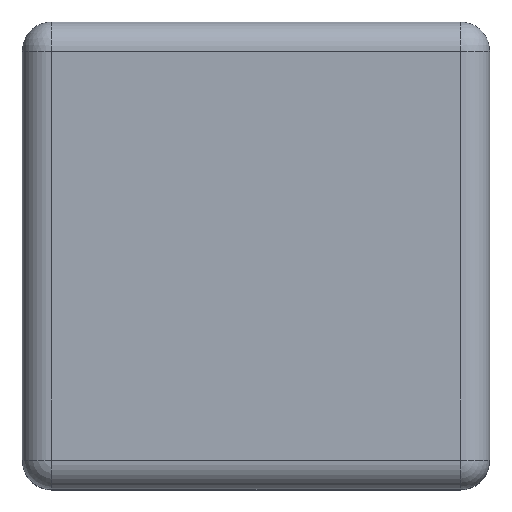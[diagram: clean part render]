
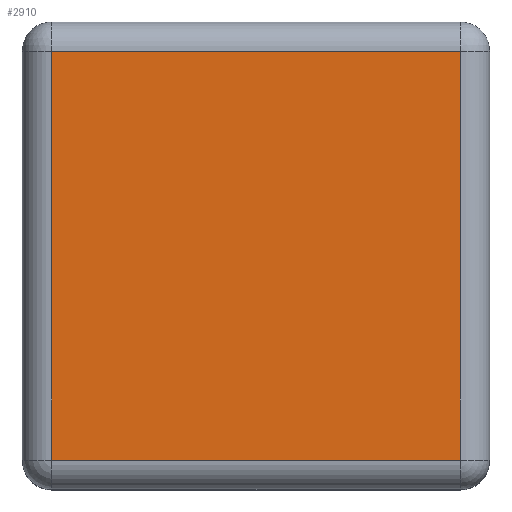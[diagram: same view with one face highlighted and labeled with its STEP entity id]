
A CAD part, top view. The second image highlights one B-rep face of the part: STEP entity #2910.
In plain terms, the highlighted planar face has unit normal (0, 0, 1).
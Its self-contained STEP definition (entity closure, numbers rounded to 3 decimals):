
#326 = CYLINDRICAL_SURFACE('',#327,5.);
#327 = AXIS2_PLACEMENT_3D('',#328,#329,#330);
#328 = CARTESIAN_POINT('',(-23.,1.,126.));
#329 = DIRECTION('',(1.,0.,0.));
#330 = DIRECTION('',(0.,-1.,0.));
#1456 = VERTEX_POINT('',#1457);
#1457 = CARTESIAN_POINT('',(-18.,1.,131.));
#1477 = EDGE_CURVE('',#1456,#1478,#1480,.T.);
#1478 = VERTEX_POINT('',#1479);
#1479 = CARTESIAN_POINT('',(52.,1.,131.));
#1480 = SURFACE_CURVE('',#1481,(#1485,#1492),.PCURVE_S1.);
#1481 = LINE('',#1482,#1483);
#1482 = CARTESIAN_POINT('',(-23.,1.,131.));
#1483 = VECTOR('',#1484,1.);
#1484 = DIRECTION('',(1.,0.,0.));
#1485 = PCURVE('',#326,#1486);
#1486 = DEFINITIONAL_REPRESENTATION('',(#1487),#1491);
#1487 = LINE('',#1488,#1489);
#1488 = CARTESIAN_POINT('',(-1.571,0.));
#1489 = VECTOR('',#1490,1.);
#1490 = DIRECTION('',(-0.,1.));
#1491 = ( GEOMETRIC_REPRESENTATION_CONTEXT(2) 
PARAMETRIC_REPRESENTATION_CONTEXT() REPRESENTATION_CONTEXT('2D SPACE',''
  ) );
#1492 = PCURVE('',#1493,#1498);
#1493 = PLANE('',#1494);
#1494 = AXIS2_PLACEMENT_3D('',#1495,#1496,#1497);
#1495 = CARTESIAN_POINT('',(-23.,-4.,131.));
#1496 = DIRECTION('',(0.,0.,1.));
#1497 = DIRECTION('',(1.,0.,0.));
#1498 = DEFINITIONAL_REPRESENTATION('',(#1499),#1503);
#1499 = LINE('',#1500,#1501);
#1500 = CARTESIAN_POINT('',(0.,5.));
#1501 = VECTOR('',#1502,1.);
#1502 = DIRECTION('',(1.,0.));
#1503 = ( GEOMETRIC_REPRESENTATION_CONTEXT(2) 
PARAMETRIC_REPRESENTATION_CONTEXT() REPRESENTATION_CONTEXT('2D SPACE',''
  ) );
#1893 = CYLINDRICAL_SURFACE('',#1894,5.);
#1894 = AXIS2_PLACEMENT_3D('',#1895,#1896,#1897);
#1895 = CARTESIAN_POINT('',(-18.,-4.,126.));
#1896 = DIRECTION('',(0.,1.,0.));
#1897 = DIRECTION('',(-1.,0.,0.));
#2631 = CYLINDRICAL_SURFACE('',#2632,5.);
#2632 = AXIS2_PLACEMENT_3D('',#2633,#2634,#2635);
#2633 = CARTESIAN_POINT('',(-23.,71.,126.));
#2634 = DIRECTION('',(1.,0.,0.));
#2635 = DIRECTION('',(0.,1.,0.));
#2796 = CYLINDRICAL_SURFACE('',#2797,5.);
#2797 = AXIS2_PLACEMENT_3D('',#2798,#2799,#2800);
#2798 = CARTESIAN_POINT('',(52.,-4.,126.));
#2799 = DIRECTION('',(0.,1.,0.));
#2800 = DIRECTION('',(1.,0.,0.));
#2910 = ADVANCED_FACE('',(#2911),#1493,.T.);
#2911 = FACE_BOUND('',#2912,.T.);
#2912 = EDGE_LOOP('',(#2913,#2936,#2937,#2960));
#2913 = ORIENTED_EDGE('',*,*,#2914,.F.);
#2914 = EDGE_CURVE('',#1456,#2915,#2917,.T.);
#2915 = VERTEX_POINT('',#2916);
#2916 = CARTESIAN_POINT('',(-18.,71.,131.));
#2917 = SURFACE_CURVE('',#2918,(#2922,#2929),.PCURVE_S1.);
#2918 = LINE('',#2919,#2920);
#2919 = CARTESIAN_POINT('',(-18.,-4.,131.));
#2920 = VECTOR('',#2921,1.);
#2921 = DIRECTION('',(0.,1.,0.));
#2922 = PCURVE('',#1493,#2923);
#2923 = DEFINITIONAL_REPRESENTATION('',(#2924),#2928);
#2924 = LINE('',#2925,#2926);
#2925 = CARTESIAN_POINT('',(5.,0.));
#2926 = VECTOR('',#2927,1.);
#2927 = DIRECTION('',(0.,1.));
#2928 = ( GEOMETRIC_REPRESENTATION_CONTEXT(2) 
PARAMETRIC_REPRESENTATION_CONTEXT() REPRESENTATION_CONTEXT('2D SPACE',''
  ) );
#2929 = PCURVE('',#1893,#2930);
#2930 = DEFINITIONAL_REPRESENTATION('',(#2931),#2935);
#2931 = LINE('',#2932,#2933);
#2932 = CARTESIAN_POINT('',(1.571,0.));
#2933 = VECTOR('',#2934,1.);
#2934 = DIRECTION('',(0.,1.));
#2935 = ( GEOMETRIC_REPRESENTATION_CONTEXT(2) 
PARAMETRIC_REPRESENTATION_CONTEXT() REPRESENTATION_CONTEXT('2D SPACE',''
  ) );
#2936 = ORIENTED_EDGE('',*,*,#1477,.T.);
#2937 = ORIENTED_EDGE('',*,*,#2938,.T.);
#2938 = EDGE_CURVE('',#1478,#2939,#2941,.T.);
#2939 = VERTEX_POINT('',#2940);
#2940 = CARTESIAN_POINT('',(52.,71.,131.));
#2941 = SURFACE_CURVE('',#2942,(#2946,#2953),.PCURVE_S1.);
#2942 = LINE('',#2943,#2944);
#2943 = CARTESIAN_POINT('',(52.,-4.,131.));
#2944 = VECTOR('',#2945,1.);
#2945 = DIRECTION('',(0.,1.,0.));
#2946 = PCURVE('',#1493,#2947);
#2947 = DEFINITIONAL_REPRESENTATION('',(#2948),#2952);
#2948 = LINE('',#2949,#2950);
#2949 = CARTESIAN_POINT('',(75.,0.));
#2950 = VECTOR('',#2951,1.);
#2951 = DIRECTION('',(0.,1.));
#2952 = ( GEOMETRIC_REPRESENTATION_CONTEXT(2) 
PARAMETRIC_REPRESENTATION_CONTEXT() REPRESENTATION_CONTEXT('2D SPACE',''
  ) );
#2953 = PCURVE('',#2796,#2954);
#2954 = DEFINITIONAL_REPRESENTATION('',(#2955),#2959);
#2955 = LINE('',#2956,#2957);
#2956 = CARTESIAN_POINT('',(-1.571,0.));
#2957 = VECTOR('',#2958,1.);
#2958 = DIRECTION('',(-0.,1.));
#2959 = ( GEOMETRIC_REPRESENTATION_CONTEXT(2) 
PARAMETRIC_REPRESENTATION_CONTEXT() REPRESENTATION_CONTEXT('2D SPACE',''
  ) );
#2960 = ORIENTED_EDGE('',*,*,#2961,.F.);
#2961 = EDGE_CURVE('',#2915,#2939,#2962,.T.);
#2962 = SURFACE_CURVE('',#2963,(#2967,#2974),.PCURVE_S1.);
#2963 = LINE('',#2964,#2965);
#2964 = CARTESIAN_POINT('',(-23.,71.,131.));
#2965 = VECTOR('',#2966,1.);
#2966 = DIRECTION('',(1.,0.,0.));
#2967 = PCURVE('',#1493,#2968);
#2968 = DEFINITIONAL_REPRESENTATION('',(#2969),#2973);
#2969 = LINE('',#2970,#2971);
#2970 = CARTESIAN_POINT('',(0.,75.));
#2971 = VECTOR('',#2972,1.);
#2972 = DIRECTION('',(1.,0.));
#2973 = ( GEOMETRIC_REPRESENTATION_CONTEXT(2) 
PARAMETRIC_REPRESENTATION_CONTEXT() REPRESENTATION_CONTEXT('2D SPACE',''
  ) );
#2974 = PCURVE('',#2631,#2975);
#2975 = DEFINITIONAL_REPRESENTATION('',(#2976),#2980);
#2976 = LINE('',#2977,#2978);
#2977 = CARTESIAN_POINT('',(1.571,0.));
#2978 = VECTOR('',#2979,1.);
#2979 = DIRECTION('',(0.,1.));
#2980 = ( GEOMETRIC_REPRESENTATION_CONTEXT(2) 
PARAMETRIC_REPRESENTATION_CONTEXT() REPRESENTATION_CONTEXT('2D SPACE',''
  ) );
